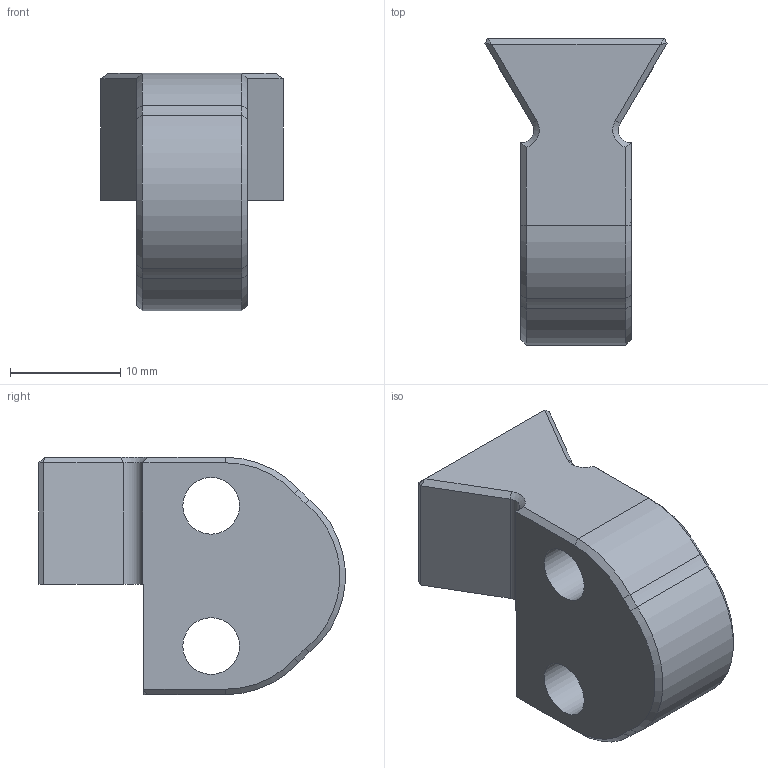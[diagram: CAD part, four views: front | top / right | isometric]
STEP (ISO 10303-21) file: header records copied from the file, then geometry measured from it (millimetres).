
FILE_DESCRIPTION(/* description */ (''),/* implementation_level */ '2;1');
FILE_NAME(/* name */ 'MountInner_v14.step',/* time_stamp */ '2025-06-15T17:11:25-04:00',/* author */ (''),/* organization */ (''),/* preprocessor_version */ 'ST-DEVELOPER v20.1',/* originating_system */ 'Autodesk Translation Framework v14.10.0.0',/* authorisation */ '');
FILE_SCHEMA (('AUTOMOTIVE_DESIGN { 1 0 10303 214 3 1 1 }'));
Length unit declared in the file: millimetre
Products named in the file (1): MountInner
Bounding box: 16.49 x 27.73 x 21.5 mm (x, y, z)
Volume: 3933.8 mm3; surface area: 2205.9 mm2
Topology: 1 solids, 1 shells, 59 faces, 145 edges, 88 vertices
Faces by surface type: plane 36, cone 14, cylinder 9
Full cylindrical faces by diameter (mm): 5.127 x2
Entity records: 1746 total; most frequent: CARTESIAN_POINT 309, DIRECTION 291, ORIENTED_EDGE 290, EDGE_CURVE 145, LINE 107, VECTOR 107, AXIS2_PLACEMENT_3D 92, VERTEX_POINT 88
